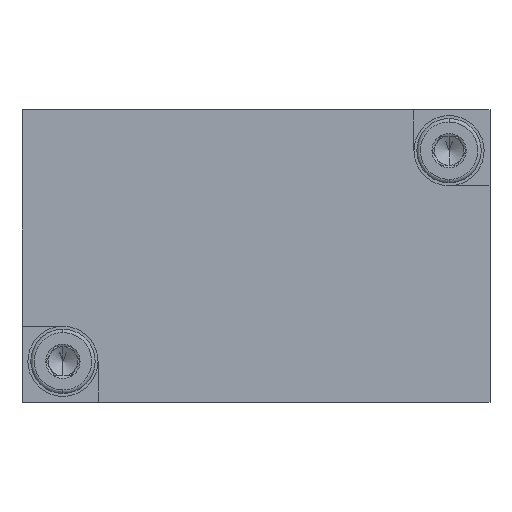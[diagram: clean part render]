
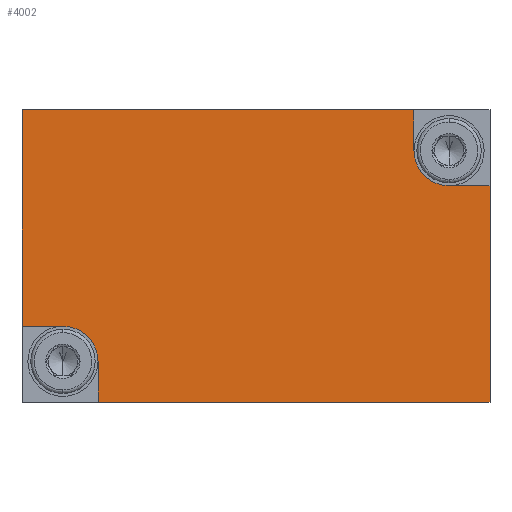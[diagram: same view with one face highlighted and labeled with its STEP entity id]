
A CAD part, front view. The second image highlights one B-rep face of the part: STEP entity #4002.
In plain terms, the highlighted planar face has unit normal (0, -1, 0).
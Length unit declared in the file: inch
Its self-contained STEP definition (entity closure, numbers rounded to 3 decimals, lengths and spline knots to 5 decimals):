
#114 = EDGE_CURVE ( 'NONE', #6615, #8278, #5146, .T. ) ;
#144 = DIRECTION ( 'NONE',  ( 0., -1., 0. ) ) ;
#351 = CIRCLE ( 'NONE', #5077, 0.11811 ) ;
#436 = FACE_OUTER_BOUND ( 'NONE', #7976, .T. ) ;
#518 = LINE ( 'NONE', #5613, #528 ) ;
#528 = VECTOR ( 'NONE', #1027, 39.37008 ) ;
#649 = VECTOR ( 'NONE', #8283, 39.37008 ) ;
#760 = VERTEX_POINT ( 'NONE', #855 ) ;
#816 = CARTESIAN_POINT ( 'NONE',  ( 0.5315, 0., 0.84646 ) ) ;
#855 = CARTESIAN_POINT ( 'NONE',  ( -0.64961, 0., 0.25591 ) ) ;
#891 = VECTOR ( 'NONE', #7486, 39.37008 ) ;
#1027 = DIRECTION ( 'NONE',  ( 1., 0., 0. ) ) ;
#1150 = DIRECTION ( 'NONE',  ( -1., 0., 0. ) ) ;
#1280 = VECTOR ( 'NONE', #4967, 39.37008 ) ;
#1390 = EDGE_CURVE ( 'NONE', #4943, #6704, #7759, .T. ) ;
#1469 = DIRECTION ( 'NONE',  ( -1., 0., 0. ) ) ;
#1603 = CARTESIAN_POINT ( 'NONE',  ( 0.7874, 0., 0.72835 ) ) ;
#1863 = CARTESIAN_POINT ( 'NONE',  ( -0.5315, 0., 0. ) ) ;
#1932 = DIRECTION ( 'NONE',  ( 1., 0., 0. ) ) ;
#2209 = CARTESIAN_POINT ( 'NONE',  ( -0.7874, 0., 0.25591 ) ) ;
#2434 = CARTESIAN_POINT ( 'NONE',  ( -0.5315, 0., 0. ) ) ;
#2443 = VERTEX_POINT ( 'NONE', #3118 ) ;
#2665 = VECTOR ( 'NONE', #1932, 39.37008 ) ;
#2848 = ORIENTED_EDGE ( 'NONE', *, *, #7956, .F. ) ;
#2968 = DIRECTION ( 'NONE',  ( 0., 0., -1. ) ) ;
#3004 = CARTESIAN_POINT ( 'NONE',  ( 0.5315, 0., 0. ) ) ;
#3118 = CARTESIAN_POINT ( 'NONE',  ( 0.64961, 0., 0.72835 ) ) ;
#3202 = CARTESIAN_POINT ( 'NONE',  ( 0.7874, 0., 0.72835 ) ) ;
#3356 = ORIENTED_EDGE ( 'NONE', *, *, #4463, .F. ) ;
#3702 = CARTESIAN_POINT ( 'NONE',  ( 0.7874, 0., 0. ) ) ;
#4002 = ADVANCED_FACE ( 'NONE', ( #436 ), #4302, .F. ) ;
#4143 = CIRCLE ( 'NONE', #5221, 0.11811 ) ;
#4186 = ORIENTED_EDGE ( 'NONE', *, *, #6715, .F. ) ;
#4215 = CARTESIAN_POINT ( 'NONE',  ( 0.7874, 0., 0.98425 ) ) ;
#4302 = PLANE ( 'NONE',  #5053 ) ;
#4397 = DIRECTION ( 'NONE',  ( 0., 0., 1. ) ) ;
#4459 = CARTESIAN_POINT ( 'NONE',  ( 0.64961, 0., 0.84646 ) ) ;
#4463 = EDGE_CURVE ( 'NONE', #4943, #6451, #6939, .T. ) ;
#4499 = DIRECTION ( 'NONE',  ( 0., -1., 0. ) ) ;
#4569 = CARTESIAN_POINT ( 'NONE',  ( -0.7874, 0., 0.98425 ) ) ;
#4612 = VECTOR ( 'NONE', #1150, 39.37008 ) ;
#4903 = ORIENTED_EDGE ( 'NONE', *, *, #7584, .F. ) ;
#4926 = DIRECTION ( 'NONE',  ( 0., 1., 0. ) ) ;
#4943 = VERTEX_POINT ( 'NONE', #8067 ) ;
#4967 = DIRECTION ( 'NONE',  ( 0., 0., -1. ) ) ;
#5053 = AXIS2_PLACEMENT_3D ( 'NONE', #3702, #4926, #2968 ) ;
#5077 = AXIS2_PLACEMENT_3D ( 'NONE', #5271, #144, #5919 ) ;
#5146 = LINE ( 'NONE', #2434, #6981 ) ;
#5221 = AXIS2_PLACEMENT_3D ( 'NONE', #4459, #4499, #7097 ) ;
#5243 = EDGE_CURVE ( 'NONE', #6615, #6776, #518, .T. ) ;
#5271 = CARTESIAN_POINT ( 'NONE',  ( -0.64961, 0., 0.1378 ) ) ;
#5335 = LINE ( 'NONE', #3202, #2665 ) ;
#5570 = LINE ( 'NONE', #4215, #891 ) ;
#5613 = CARTESIAN_POINT ( 'NONE',  ( 0.7874, 0., 0. ) ) ;
#5712 = EDGE_CURVE ( 'NONE', #2443, #6928, #5335, .T. ) ;
#5774 = CARTESIAN_POINT ( 'NONE',  ( -0.7874, 0., 0.25591 ) ) ;
#5919 = DIRECTION ( 'NONE',  ( 0., 0., 1. ) ) ;
#6139 = VECTOR ( 'NONE', #1469, 39.37008 ) ;
#6451 = VERTEX_POINT ( 'NONE', #816 ) ;
#6503 = VERTEX_POINT ( 'NONE', #2209 ) ;
#6615 = VERTEX_POINT ( 'NONE', #1863 ) ;
#6704 = VERTEX_POINT ( 'NONE', #8247 ) ;
#6715 = EDGE_CURVE ( 'NONE', #760, #6503, #6898, .T. ) ;
#6776 = VERTEX_POINT ( 'NONE', #7278 ) ;
#6821 = ORIENTED_EDGE ( 'NONE', *, *, #1390, .T. ) ;
#6898 = LINE ( 'NONE', #5774, #4612 ) ;
#6928 = VERTEX_POINT ( 'NONE', #1603 ) ;
#6939 = LINE ( 'NONE', #3004, #649 ) ;
#6970 = ORIENTED_EDGE ( 'NONE', *, *, #7851, .T. ) ;
#6981 = VECTOR ( 'NONE', #4397, 39.37008 ) ;
#7097 = DIRECTION ( 'NONE',  ( 0., 0., 1. ) ) ;
#7278 = CARTESIAN_POINT ( 'NONE',  ( 0.7874, 0., 0. ) ) ;
#7486 = DIRECTION ( 'NONE',  ( 0., 0., 1. ) ) ;
#7576 = CARTESIAN_POINT ( 'NONE',  ( -0.7874, 0., 0. ) ) ;
#7584 = EDGE_CURVE ( 'NONE', #8278, #760, #351, .T. ) ;
#7611 = ORIENTED_EDGE ( 'NONE', *, *, #5712, .F. ) ;
#7616 = LINE ( 'NONE', #7576, #1280 ) ;
#7645 = EDGE_CURVE ( 'NONE', #6776, #6928, #5570, .T. ) ;
#7759 = LINE ( 'NONE', #4569, #6139 ) ;
#7850 = ORIENTED_EDGE ( 'NONE', *, *, #114, .F. ) ;
#7851 = EDGE_CURVE ( 'NONE', #6704, #6503, #7616, .T. ) ;
#7926 = ORIENTED_EDGE ( 'NONE', *, *, #7645, .T. ) ;
#7956 = EDGE_CURVE ( 'NONE', #6451, #2443, #4143, .T. ) ;
#7976 = EDGE_LOOP ( 'NONE', ( #2848, #3356, #6821, #6970, #4186, #4903, #7850, #8273, #7926, #7611 ) ) ;
#8067 = CARTESIAN_POINT ( 'NONE',  ( 0.5315, 0., 0.98425 ) ) ;
#8241 = CARTESIAN_POINT ( 'NONE',  ( -0.5315, 0., 0.1378 ) ) ;
#8247 = CARTESIAN_POINT ( 'NONE',  ( -0.7874, 0., 0.98425 ) ) ;
#8273 = ORIENTED_EDGE ( 'NONE', *, *, #5243, .T. ) ;
#8278 = VERTEX_POINT ( 'NONE', #8241 ) ;
#8283 = DIRECTION ( 'NONE',  ( 0., 0., -1. ) ) ;
